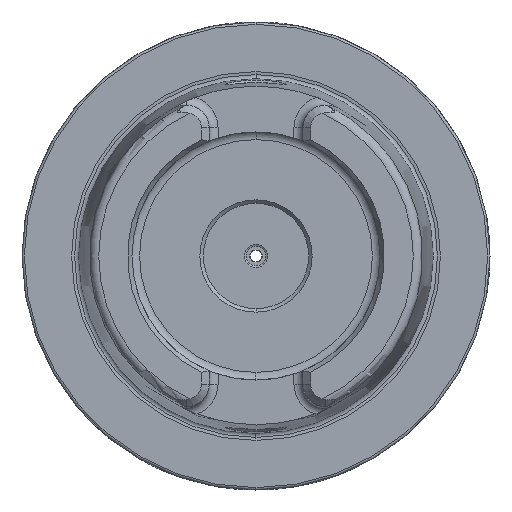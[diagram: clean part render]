
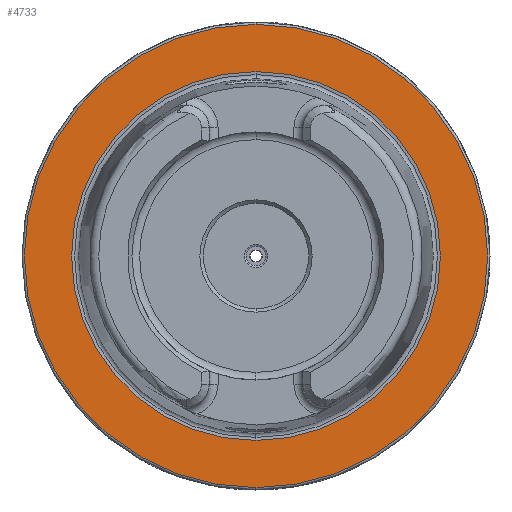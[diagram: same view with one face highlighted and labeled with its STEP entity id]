
A CAD part, left-side view. The second image highlights one B-rep face of the part: STEP entity #4733.
In plain terms, the highlighted planar face has unit normal (-1, 0, 0).
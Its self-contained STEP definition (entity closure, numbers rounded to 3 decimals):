
#591 = CIRCLE ( 'NONE', #936, 39.405 ) ;
#908 = VERTEX_POINT ( 'NONE', #9208 ) ;
#910 = VERTEX_POINT ( 'NONE', #9307 ) ;
#911 = VERTEX_POINT ( 'NONE', #9234 ) ;
#926 = VERTEX_POINT ( 'NONE', #9037 ) ;
#936 = AXIS2_PLACEMENT_3D ( 'NONE', #6127, #6128, #6129 ) ;
#1788 = AXIS2_PLACEMENT_3D ( 'NONE', #8391, #8436, #8340 ) ;
#3425 = ORIENTED_EDGE ( 'NONE', *, *, #4028, .F. ) ;
#3426 = ORIENTED_EDGE ( 'NONE', *, *, #7321, .F. ) ;
#3427 = ORIENTED_EDGE ( 'NONE', *, *, #4074, .T. ) ;
#3428 = ORIENTED_EDGE ( 'NONE', *, *, #4038, .T. ) ;
#4028 = EDGE_CURVE ( 'NONE', #908, #926, #7261, .T. ) ;
#4038 = EDGE_CURVE ( 'NONE', #910, #911, #9579, .T. ) ;
#4074 = EDGE_CURVE ( 'NONE', #911, #910, #9576, .T. ) ;
#4733 = ADVANCED_FACE ( 'NONE', ( #6625, #6955 ), #5654, .F. ) ;
#5650 = CARTESIAN_POINT ( 'NONE',  ( 0., 49.5, 0. ) ) ;
#5654 = PLANE ( 'NONE',  #10062 ) ;
#5659 = DIRECTION ( 'NONE',  ( 1., 0., 0. ) ) ;
#5660 = DIRECTION ( 'NONE',  ( 0., 0., -1. ) ) ;
#6127 = CARTESIAN_POINT ( 'NONE',  ( 0., 0., 0. ) ) ;
#6128 = DIRECTION ( 'NONE',  ( -1., 0., 0. ) ) ;
#6129 = DIRECTION ( 'NONE',  ( 0., 0., 1. ) ) ;
#6625 = FACE_BOUND ( 'NONE', #10231, .T. ) ;
#6955 = FACE_OUTER_BOUND ( 'NONE', #7584, .T. ) ;
#7261 = CIRCLE ( 'NONE', #7463, 39.405 ) ;
#7321 = EDGE_CURVE ( 'NONE', #926, #908, #591, .T. ) ;
#7463 = AXIS2_PLACEMENT_3D ( 'NONE', #9888, #9797, #9837 ) ;
#7504 = AXIS2_PLACEMENT_3D ( 'NONE', #9858, #9860, #9816 ) ;
#7584 = EDGE_LOOP ( 'NONE', ( #3427, #3428 ) ) ;
#8340 = DIRECTION ( 'NONE',  ( 0., 0., 1. ) ) ;
#8391 = CARTESIAN_POINT ( 'NONE',  ( 0., 0., 0. ) ) ;
#8436 = DIRECTION ( 'NONE',  ( -1., 0., 0. ) ) ;
#9037 = CARTESIAN_POINT ( 'NONE',  ( 0., 0., -39.405 ) ) ;
#9208 = CARTESIAN_POINT ( 'NONE',  ( 0., 0., 39.405 ) ) ;
#9234 = CARTESIAN_POINT ( 'NONE',  ( 0., 0., 49.5 ) ) ;
#9307 = CARTESIAN_POINT ( 'NONE',  ( 0., 0., -49.5 ) ) ;
#9576 = CIRCLE ( 'NONE', #1788, 49.5 ) ;
#9579 = CIRCLE ( 'NONE', #7504, 49.5 ) ;
#9797 = DIRECTION ( 'NONE',  ( -1., 0., 0. ) ) ;
#9816 = DIRECTION ( 'NONE',  ( 0., 0., 1. ) ) ;
#9837 = DIRECTION ( 'NONE',  ( 0., 0., 1. ) ) ;
#9858 = CARTESIAN_POINT ( 'NONE',  ( 0., 0., 0. ) ) ;
#9860 = DIRECTION ( 'NONE',  ( -1., 0., 0. ) ) ;
#9888 = CARTESIAN_POINT ( 'NONE',  ( 0., 0., 0. ) ) ;
#10062 = AXIS2_PLACEMENT_3D ( 'NONE', #5650, #5659, #5660 ) ;
#10231 = EDGE_LOOP ( 'NONE', ( #3425, #3426 ) ) ;
